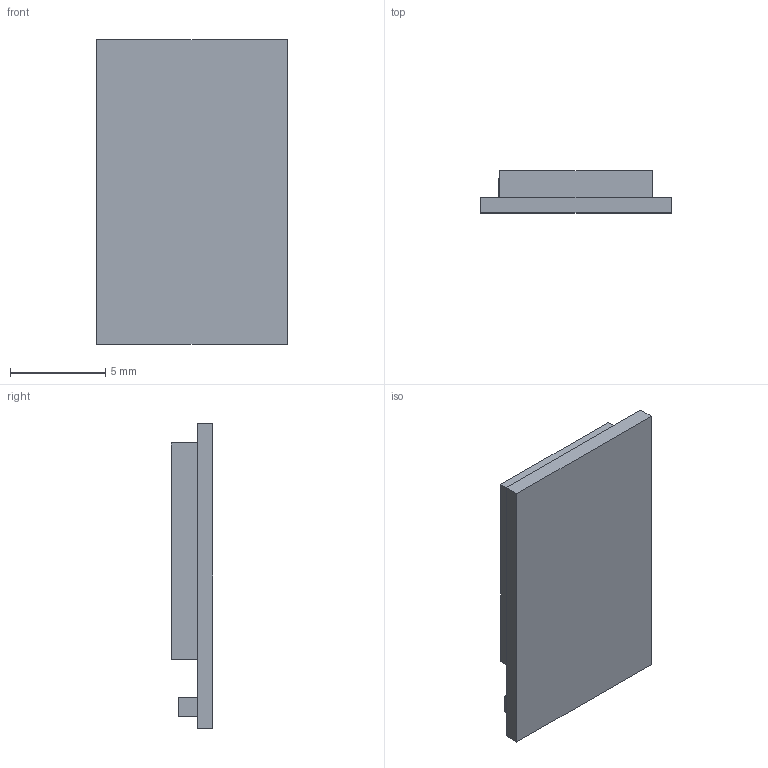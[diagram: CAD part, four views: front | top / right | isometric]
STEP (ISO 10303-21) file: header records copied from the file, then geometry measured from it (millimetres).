
FILE_DESCRIPTION((''),'2;1');
FILE_NAME('MDBT42Q','2016-12-13T',('cotron'),(''),'PRO/ENGINEER BY PARAMETRIC TECHNOLOGY CORPORATION, 2008170','PRO/ENGINEER BY PARAMETRIC TECHNOLOGY CORPORATION, 2008170','');
FILE_SCHEMA(('CONFIG_CONTROL_DESIGN'));
Length unit declared in the file: millimetre
Products named in the file (1): MDBT42Q
Bounding box: 10 x 2.2 x 16 mm (x, y, z)
Volume: 263.7 mm3; surface area: 433.9 mm2
Topology: 1 solids, 1 shells, 16 faces, 36 edges, 24 vertices
Faces by surface type: plane 16
Entity records: 478 total; most frequent: CARTESIAN_POINT 76, ORIENTED_EDGE 72, DIRECTION 68, VECTOR 36, LINE 36, EDGE_CURVE 36, VERTEX_POINT 24, EDGE_LOOP 18
